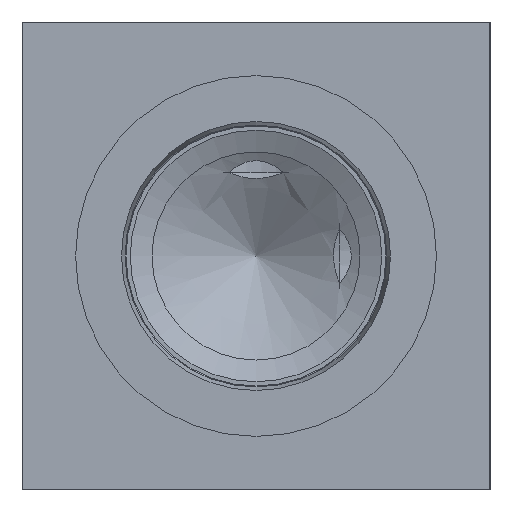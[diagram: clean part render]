
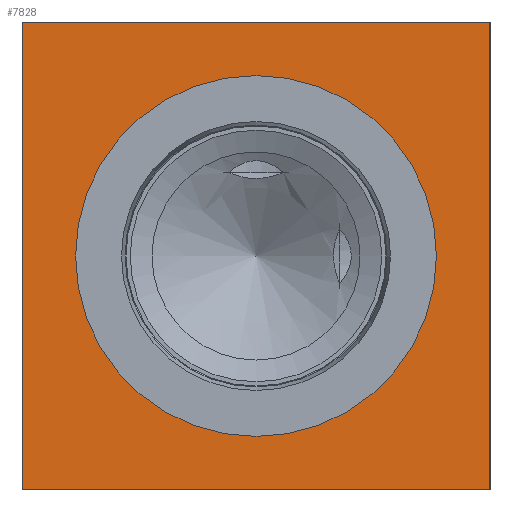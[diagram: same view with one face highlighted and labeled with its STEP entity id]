
A CAD part, left-side view. The second image highlights one B-rep face of the part: STEP entity #7828.
In plain terms, the highlighted planar face has unit normal (-1, 0, 0).
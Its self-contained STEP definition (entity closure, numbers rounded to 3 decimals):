
#206=CIRCLE('',#8260,44.069);
#207=CIRCLE('',#8261,44.069);
#261=FACE_BOUND('',#1418,.T.);
#979=FACE_OUTER_BOUND('',#1417,.T.);
#1417=EDGE_LOOP('',(#6866,#6867,#6868,#6869));
#1418=EDGE_LOOP('',(#6870,#6871));
#1715=LINE('',#12036,#2447);
#2157=LINE('',#13536,#2889);
#2158=LINE('',#13537,#2890);
#2159=LINE('',#13538,#2891);
#2447=VECTOR('',#8710,10.);
#2889=VECTOR('',#9860,10.);
#2890=VECTOR('',#9861,10.);
#2891=VECTOR('',#9862,10.);
#3207=VERTEX_POINT('',#12029);
#3210=VERTEX_POINT('',#12034);
#3615=VERTEX_POINT('',#13505);
#3616=VERTEX_POINT('',#13506);
#3625=VERTEX_POINT('',#13534);
#3626=VERTEX_POINT('',#13535);
#4097=EDGE_CURVE('',#3210,#3207,#1715,.T.);
#4699=EDGE_CURVE('',#3615,#3616,#206,.T.);
#4700=EDGE_CURVE('',#3616,#3615,#207,.T.);
#4713=EDGE_CURVE('',#3625,#3626,#2157,.T.);
#4714=EDGE_CURVE('',#3626,#3207,#2158,.T.);
#4715=EDGE_CURVE('',#3625,#3210,#2159,.T.);
#6866=ORIENTED_EDGE('',*,*,#4713,.T.);
#6867=ORIENTED_EDGE('',*,*,#4714,.T.);
#6868=ORIENTED_EDGE('',*,*,#4097,.F.);
#6869=ORIENTED_EDGE('',*,*,#4715,.F.);
#6870=ORIENTED_EDGE('',*,*,#4699,.T.);
#6871=ORIENTED_EDGE('',*,*,#4700,.T.);
#7129=PLANE('',#8274);
#7828=ADVANCED_FACE('',(#979,#261),#7129,.T.);
#8260=AXIS2_PLACEMENT_3D('',#13507,#9826,#9827);
#8261=AXIS2_PLACEMENT_3D('',#13508,#9828,#9829);
#8274=AXIS2_PLACEMENT_3D('',#13533,#9858,#9859);
#8710=DIRECTION('',(0.,-1.,0.));
#9826=DIRECTION('center_axis',(1.,0.,0.));
#9827=DIRECTION('ref_axis',(0.,0.,1.));
#9828=DIRECTION('center_axis',(1.,0.,0.));
#9829=DIRECTION('ref_axis',(0.,0.,1.));
#9858=DIRECTION('center_axis',(-1.,0.,0.));
#9859=DIRECTION('ref_axis',(0.,-1.,0.));
#9860=DIRECTION('',(0.,-1.,0.));
#9861=DIRECTION('',(0.,0.,1.));
#9862=DIRECTION('',(0.,0.,1.));
#12029=CARTESIAN_POINT('',(0.,0.,114.3));
#12034=CARTESIAN_POINT('',(0.,114.3,114.3));
#12036=CARTESIAN_POINT('',(0.,114.3,114.3));
#13505=CARTESIAN_POINT('',(0.,57.15,101.219));
#13506=CARTESIAN_POINT('',(0.,57.15,13.081));
#13507=CARTESIAN_POINT('Origin',(0.,57.15,57.15));
#13508=CARTESIAN_POINT('Origin',(0.,57.15,57.15));
#13533=CARTESIAN_POINT('Origin',(0.,114.3,0.));
#13534=CARTESIAN_POINT('',(0.,114.3,0.));
#13535=CARTESIAN_POINT('',(0.,0.,0.));
#13536=CARTESIAN_POINT('',(0.,114.3,0.));
#13537=CARTESIAN_POINT('',(0.,0.,0.));
#13538=CARTESIAN_POINT('',(0.,114.3,0.));
